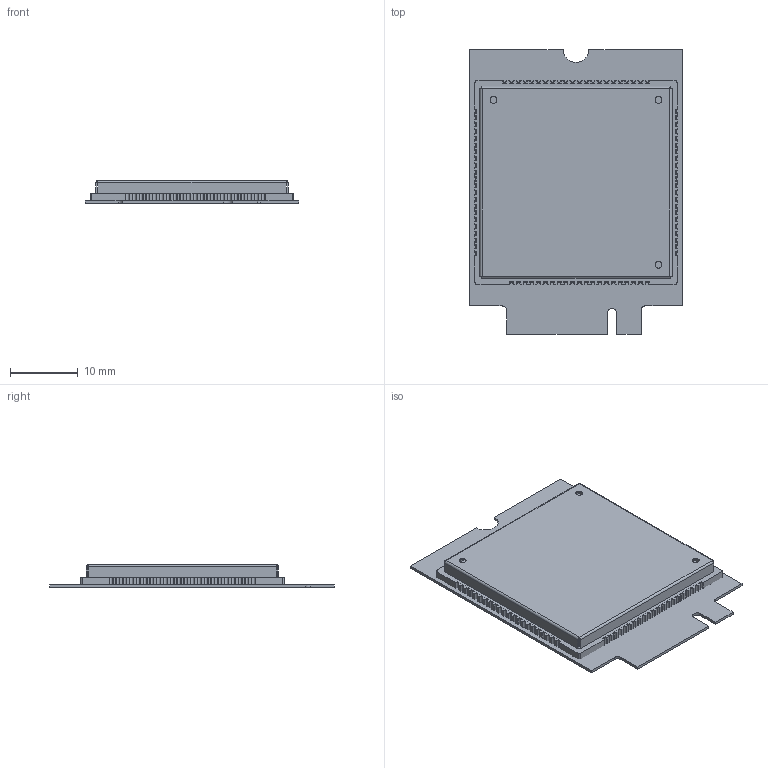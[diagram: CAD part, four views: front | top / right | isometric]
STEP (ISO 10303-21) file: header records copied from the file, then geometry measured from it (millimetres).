
FILE_DESCRIPTION(/* description */ (''),/* implementation_level */ '2;1');
FILE_NAME(/* name */ 'SIM7600G-H-M2 v1.step',/* time_stamp */ '2023-10-29T12:09:10-04:00',/* author */ (''),/* organization */ (''),/* preprocessor_version */ 'ST-DEVELOPER v20',/* originating_system */ 'Autodesk Translation Framework v12.14.0.127',/* authorisation */ '');
FILE_SCHEMA (('AUTOMOTIVE_DESIGN { 1 0 10303 214 3 1 1 }'));
Products named in the file (1): SIM7600G-H-M2
Bounding box: 31.4 x 42 x 3.35 mm (x, y, z)
Volume: 1768.9 mm3; surface area: 7346.7 mm2
Topology: 139 solids, 139 shells, 2000 faces, 4987 edges, 3314 vertices
Faces by surface type: plane 1886, cylinder 106, bspline 8
Full cylindrical faces by diameter (mm): 1 x3
Entity records: 58903 total; most frequent: CARTESIAN_POINT 10942, ORIENTED_EDGE 9974, DIRECTION 9153, EDGE_CURVE 4987, LINE 4775, VECTOR 4775, VERTEX_POINT 3314, AXIS2_PLACEMENT_3D 2189
